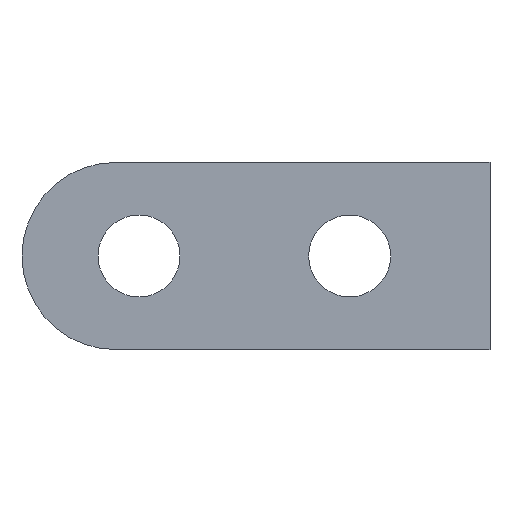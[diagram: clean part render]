
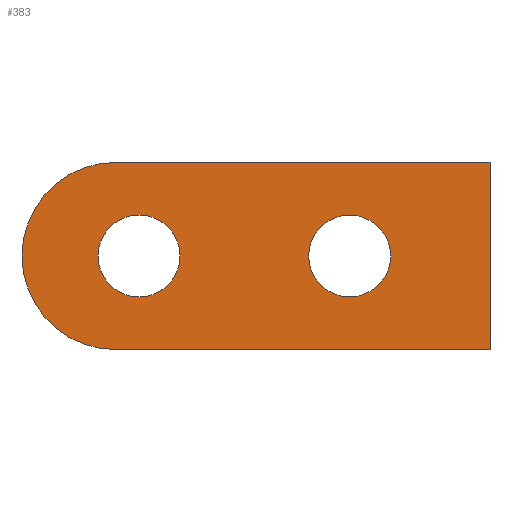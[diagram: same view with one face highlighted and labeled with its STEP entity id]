
A CAD part, front view. The second image highlights one B-rep face of the part: STEP entity #383.
In plain terms, the highlighted planar face has unit normal (0, -1, 0).
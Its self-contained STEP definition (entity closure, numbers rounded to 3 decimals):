
#248=CARTESIAN_POINT('',(1023.008,832.759,1041.5));
#249=VERTEX_POINT('',#248);
#250=CARTESIAN_POINT('',(1023.008,832.759,1034.5));
#251=VERTEX_POINT('',#250);
#252=CARTESIAN_POINT('',(1023.008,832.759,1038.));
#253=DIRECTION('',(0.,0.,1.));
#254=DIRECTION('',(0.,-1.,0.));
#255=AXIS2_PLACEMENT_3D('',#252,#254,#253);
#256=CIRCLE('',#255,3.5);
#257=EDGE_CURVE('',#249,#251,#256,.T.);
#268=CARTESIAN_POINT('',(1023.008,832.759,1038.));
#269=DIRECTION('',(0.,0.,-1.));
#270=DIRECTION('',(0.,-1.,0.));
#271=AXIS2_PLACEMENT_3D('',#268,#270,#269);
#272=CIRCLE('',#271,3.5);
#273=EDGE_CURVE('',#251,#249,#272,.T.);
#283=CARTESIAN_POINT('',(1021.008,832.759,1030.));
#284=VERTEX_POINT('',#283);
#291=CARTESIAN_POINT('',(1021.008,832.759,1046.));
#292=VERTEX_POINT('',#291);
#293=CARTESIAN_POINT('',(1021.008,832.759,1038.));
#294=DIRECTION('',(0.,0.,-1.));
#295=DIRECTION('',(0.,1.,0.));
#296=AXIS2_PLACEMENT_3D('',#293,#295,#294);
#297=CIRCLE('',#296,8.);
#298=EDGE_CURVE('',#284,#292,#297,.T.);
#315=CARTESIAN_POINT('',(1041.008,832.759,1041.5));
#316=VERTEX_POINT('',#315);
#317=CARTESIAN_POINT('',(1041.008,832.759,1034.5));
#318=VERTEX_POINT('',#317);
#319=CARTESIAN_POINT('',(1041.008,832.759,1038.));
#320=DIRECTION('',(0.,0.,1.));
#321=DIRECTION('',(0.,-1.,0.));
#322=AXIS2_PLACEMENT_3D('',#319,#321,#320);
#323=CIRCLE('',#322,3.5);
#324=EDGE_CURVE('',#316,#318,#323,.T.);
#335=CARTESIAN_POINT('',(1041.008,832.759,1038.));
#336=DIRECTION('',(0.,0.,-1.));
#337=DIRECTION('',(0.,-1.,0.));
#338=AXIS2_PLACEMENT_3D('',#335,#337,#336);
#339=CIRCLE('',#338,3.5);
#340=EDGE_CURVE('',#318,#316,#339,.T.);
#345=CARTESIAN_POINT('',(803.008,832.759,1037.5));
#346=DIRECTION('',(0.,0.,1.));
#347=DIRECTION('',(0.,-1.,0.));
#348=AXIS2_PLACEMENT_3D('',#345,#347,#346);
#349=PLANE('',#348);
#350=CARTESIAN_POINT('',(1053.008,832.759,1030.));
#351=VERTEX_POINT('',#350);
#352=CARTESIAN_POINT('',(1021.008,832.759,1030.));
#353=DIRECTION('',(1.,0.,0.));
#354=VECTOR('',#353,32.);
#355=LINE('',#352,#354);
#356=EDGE_CURVE('',#284,#351,#355,.T.);
#357=ORIENTED_EDGE('E2915',*,*,#356,.T.);
#358=CARTESIAN_POINT('',(1053.008,832.759,1046.));
#359=VERTEX_POINT('',#358);
#360=CARTESIAN_POINT('',(1053.008,832.759,1030.));
#361=DIRECTION('',(0.,0.,1.));
#362=VECTOR('',#361,16.);
#363=LINE('',#360,#362);
#364=EDGE_CURVE('',#351,#359,#363,.T.);
#365=ORIENTED_EDGE('E2916',*,*,#364,.T.);
#366=CARTESIAN_POINT('',(1053.008,832.759,1046.));
#367=DIRECTION('',(-1.,0.,0.));
#368=VECTOR('',#367,32.);
#369=LINE('',#366,#368);
#370=EDGE_CURVE('',#359,#292,#369,.T.);
#371=ORIENTED_EDGE('E2917',*,*,#370,.T.);
#372=ORIENTED_EDGE('E2917',*,*,#298,.F.);
#373=EDGE_LOOP('',(#357,#365,#371,#372));
#374=FACE_OUTER_BOUND('',#373,.T.);
#375=ORIENTED_EDGE('',*,*,#340,.F.);
#376=ORIENTED_EDGE('',*,*,#324,.F.);
#377=EDGE_LOOP('',(#375,#376));
#378=FACE_BOUND('',#377,.T.);
#379=ORIENTED_EDGE('',*,*,#273,.F.);
#380=ORIENTED_EDGE('',*,*,#257,.F.);
#381=EDGE_LOOP('',(#379,#380));
#382=FACE_BOUND('',#381,.T.);
#383=ADVANCED_FACE('F1047',(#374,#378,#382),#349,.T.);
